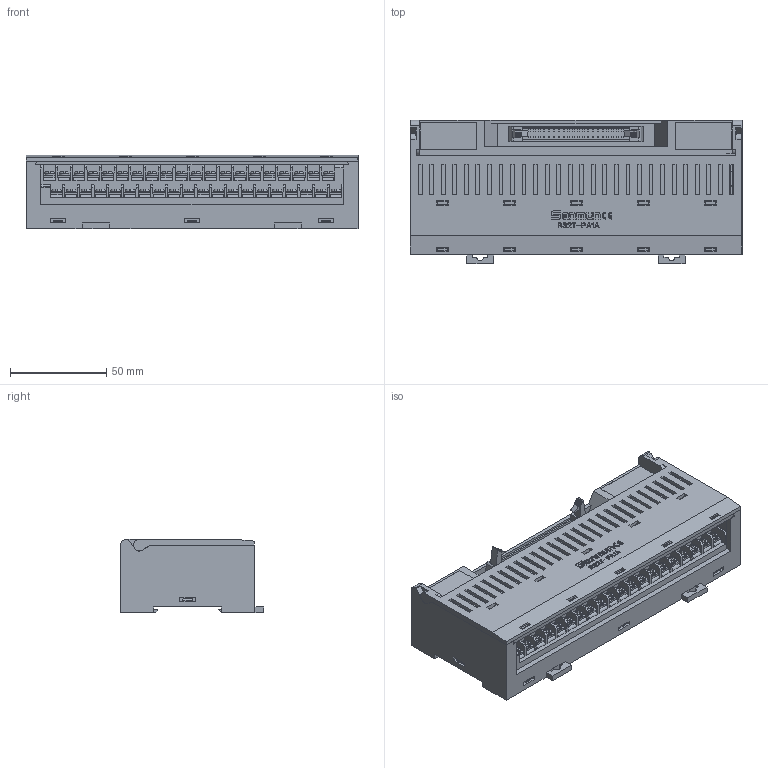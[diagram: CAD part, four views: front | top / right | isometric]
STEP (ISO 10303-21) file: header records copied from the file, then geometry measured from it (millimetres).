
FILE_DESCRIPTION(/* description */ (''),/* implementation_level */ '2;1');
FILE_NAME(/* name */ 'R32T-PA1A.stp',/* time_stamp */ '2024-08-14T18:41:34+08:00',/* author */ (''),/* organization */ (''),/* preprocessor_version */ 'ST-DEVELOPER v14',/* originating_system */ 'SIEMENS PLM Software NX 8.0',/* authorisation */ '');
FILE_SCHEMA (('AUTOMOTIVE_DESIGN { 1 0 10303 214 3 1 1 1 }'));
Products named in the file (1): Admi089C3F336plv
Bounding box: 172.6 x 74.6 x 38.15 mm (x, y, z)
Volume: 276535.4 mm3; surface area: 115745.9 mm2
Topology: 1 solids, 2 shells, 2642 faces, 7491 edges, 4908 vertices
Faces by surface type: plane 2172, cylinder 318, torus 96, cone 23, bspline 20, extrusion 13
Full cylindrical faces by diameter (mm): 3.781 x40, 4.975 x40
Entity records: 87530 total; most frequent: CARTESIAN_POINT 19747, ORIENTED_EDGE 14662, DIRECTION 13025, EDGE_CURVE 7331, VECTOR 5765, LINE 5752, VERTEX_POINT 4828, AXIS2_PLACEMENT_3D 3630
